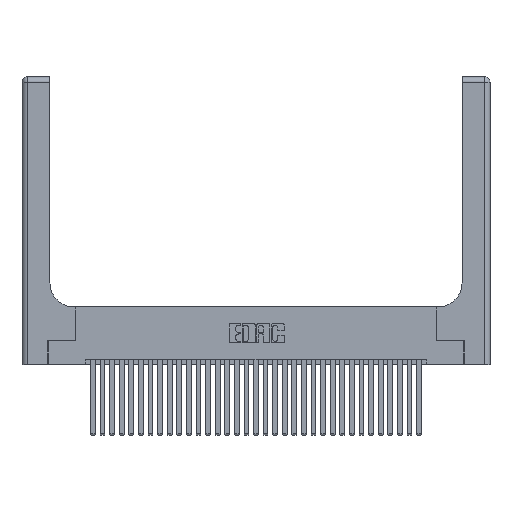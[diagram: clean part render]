
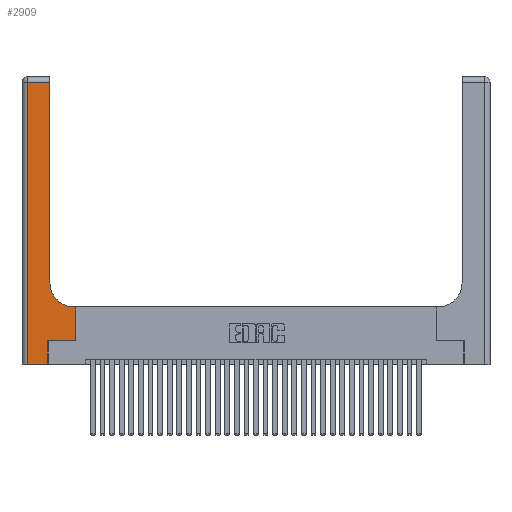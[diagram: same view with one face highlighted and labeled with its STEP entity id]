
A CAD part, top view. The second image highlights one B-rep face of the part: STEP entity #2909.
In plain terms, the highlighted planar face has unit normal (0, 0, 1).
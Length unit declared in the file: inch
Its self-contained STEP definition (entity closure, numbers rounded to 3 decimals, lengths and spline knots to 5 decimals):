
#4 = VERTEX_POINT ( 'NONE', #3941 ) ;
#476 = VERTEX_POINT ( 'NONE', #12798 ) ;
#570 = DIRECTION ( 'NONE',  ( 0., -1., 0. ) ) ;
#890 = DIRECTION ( 'NONE',  ( 0., 1., 0. ) ) ;
#1223 = VERTEX_POINT ( 'NONE', #12770 ) ;
#1496 = VECTOR ( 'NONE', #570, 39.37008 ) ;
#2077 = AXIS2_PLACEMENT_3D ( 'NONE', #7753, #25735, #10390 ) ;
#2101 = CARTESIAN_POINT ( 'NONE',  ( 0.5585, 0.6, 0.37 ) ) ;
#2909 = ADVANCED_FACE ( 'NONE', ( #27157 ), #16628, .F. ) ;
#2918 = VECTOR ( 'NONE', #22235, 39.37008 ) ;
#3018 = DIRECTION ( 'NONE',  ( 0., 1., 0. ) ) ;
#3592 = DIRECTION ( 'NONE',  ( -1., 0., 0. ) ) ;
#3941 = CARTESIAN_POINT ( 'NONE',  ( 0.5585, 0.25, 0.37 ) ) ;
#3990 = EDGE_CURVE ( 'NONE', #24133, #26764, #23916, .T. ) ;
#5548 = EDGE_CURVE ( 'NONE', #17613, #32015, #16813, .T. ) ;
#7337 = CARTESIAN_POINT ( 'NONE',  ( 0.2915, 0.6, 0.37 ) ) ;
#7753 = CARTESIAN_POINT ( 'NONE',  ( 0.5415, 0.85, 0.37 ) ) ;
#8329 = CARTESIAN_POINT ( 'NONE',  ( 0.2915, 3., 0.37 ) ) ;
#8948 = CARTESIAN_POINT ( 'NONE',  ( 0.269, 0.25, 0.37 ) ) ;
#9112 = CARTESIAN_POINT ( 'NONE',  ( 0.06, 2.94, 0.37 ) ) ;
#9357 = CIRCLE ( 'NONE', #2077, 0.25 ) ;
#9908 = AXIS2_PLACEMENT_3D ( 'NONE', #29296, #19215, #3592 ) ;
#10390 = DIRECTION ( 'NONE',  ( 1., 0., 0. ) ) ;
#11561 = DIRECTION ( 'NONE',  ( 1., 0., 0. ) ) ;
#12267 = CARTESIAN_POINT ( 'NONE',  ( 0.5585, 0.25, 0.37 ) ) ;
#12589 = ORIENTED_EDGE ( 'NONE', *, *, #27305, .T. ) ;
#12770 = CARTESIAN_POINT ( 'NONE',  ( 0.269, 0.25, 0.37 ) ) ;
#12798 = CARTESIAN_POINT ( 'NONE',  ( 0.5415, 0.6, 0.37 ) ) ;
#13407 = VECTOR ( 'NONE', #890, 39.37008 ) ;
#13434 = EDGE_CURVE ( 'NONE', #4, #21610, #13535, .T. ) ;
#13535 = LINE ( 'NONE', #12267, #33064 ) ;
#13945 = CARTESIAN_POINT ( 'NONE',  ( 0.269, 0., 0.37 ) ) ;
#14623 = LINE ( 'NONE', #23850, #1496 ) ;
#14954 = DIRECTION ( 'NONE',  ( -1., 0., 0. ) ) ;
#15371 = ORIENTED_EDGE ( 'NONE', *, *, #13434, .T. ) ;
#15805 = CARTESIAN_POINT ( 'NONE',  ( 0.2915, 2.94, 0.37 ) ) ;
#16628 = PLANE ( 'NONE',  #9908 ) ;
#16813 = LINE ( 'NONE', #27197, #2918 ) ;
#17147 = VECTOR ( 'NONE', #3018, 39.37008 ) ;
#17257 = ORIENTED_EDGE ( 'NONE', *, *, #26292, .T. ) ;
#17590 = CARTESIAN_POINT ( 'NONE',  ( 0.06, 0., 0.37 ) ) ;
#17613 = VERTEX_POINT ( 'NONE', #17590 ) ;
#17932 = CARTESIAN_POINT ( 'NONE',  ( 0., 2.94, 0.37 ) ) ;
#17994 = ORIENTED_EDGE ( 'NONE', *, *, #18822, .T. ) ;
#18822 = EDGE_CURVE ( 'NONE', #1223, #4, #20181, .T. ) ;
#19215 = DIRECTION ( 'NONE',  ( 0., 0., -1. ) ) ;
#19807 = LINE ( 'NONE', #17932, #20597 ) ;
#20181 = LINE ( 'NONE', #8948, #32859 ) ;
#20597 = VECTOR ( 'NONE', #27899, 39.37008 ) ;
#21084 = CARTESIAN_POINT ( 'NONE',  ( 0.2915, 0.85, 0.37 ) ) ;
#21454 = ORIENTED_EDGE ( 'NONE', *, *, #24314, .T. ) ;
#21610 = VERTEX_POINT ( 'NONE', #2101 ) ;
#21971 = EDGE_LOOP ( 'NONE', ( #26498, #12589, #17257, #32979, #21454, #17994, #15371, #25352, #32048 ) ) ;
#22235 = DIRECTION ( 'NONE',  ( 1., 0., 0. ) ) ;
#22459 = VERTEX_POINT ( 'NONE', #9112 ) ;
#22479 = VECTOR ( 'NONE', #14954, 39.37008 ) ;
#23850 = CARTESIAN_POINT ( 'NONE',  ( 0.06, 3., 0.37 ) ) ;
#23916 = LINE ( 'NONE', #8329, #17147 ) ;
#24013 = EDGE_CURVE ( 'NONE', #476, #24133, #9357, .T. ) ;
#24133 = VERTEX_POINT ( 'NONE', #21084 ) ;
#24314 = EDGE_CURVE ( 'NONE', #32015, #1223, #27760, .T. ) ;
#25352 = ORIENTED_EDGE ( 'NONE', *, *, #32289, .T. ) ;
#25735 = DIRECTION ( 'NONE',  ( 0., 0., -1. ) ) ;
#26292 = EDGE_CURVE ( 'NONE', #22459, #17613, #14623, .T. ) ;
#26498 = ORIENTED_EDGE ( 'NONE', *, *, #3990, .T. ) ;
#26764 = VERTEX_POINT ( 'NONE', #15805 ) ;
#27157 = FACE_OUTER_BOUND ( 'NONE', #21971, .T. ) ;
#27197 = CARTESIAN_POINT ( 'NONE',  ( 0., 0., 0.37 ) ) ;
#27305 = EDGE_CURVE ( 'NONE', #26764, #22459, #19807, .T. ) ;
#27760 = LINE ( 'NONE', #29364, #13407 ) ;
#27899 = DIRECTION ( 'NONE',  ( -1., 0., 0. ) ) ;
#29201 = LINE ( 'NONE', #7337, #22479 ) ;
#29296 = CARTESIAN_POINT ( 'NONE',  ( 0., 3., 0.37 ) ) ;
#29364 = CARTESIAN_POINT ( 'NONE',  ( 0.269, 0., 0.37 ) ) ;
#30247 = DIRECTION ( 'NONE',  ( 0., 1., 0. ) ) ;
#32015 = VERTEX_POINT ( 'NONE', #13945 ) ;
#32048 = ORIENTED_EDGE ( 'NONE', *, *, #24013, .T. ) ;
#32289 = EDGE_CURVE ( 'NONE', #21610, #476, #29201, .T. ) ;
#32859 = VECTOR ( 'NONE', #11561, 39.37008 ) ;
#32979 = ORIENTED_EDGE ( 'NONE', *, *, #5548, .T. ) ;
#33064 = VECTOR ( 'NONE', #30247, 39.37008 ) ;
